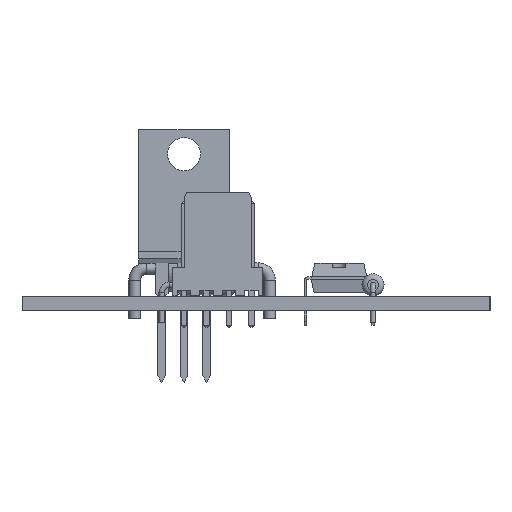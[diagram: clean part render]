
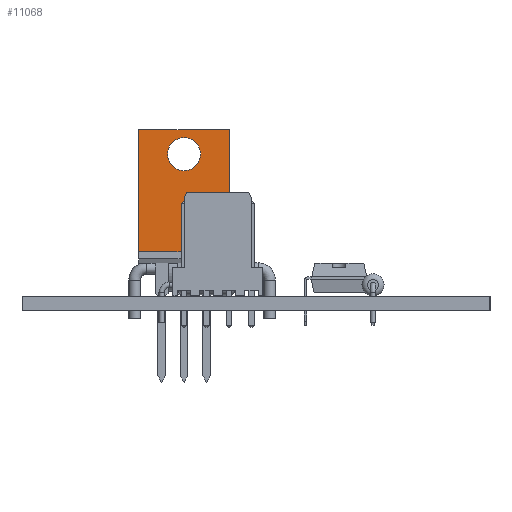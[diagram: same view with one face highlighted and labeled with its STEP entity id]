
A CAD part, left-side view. The second image highlights one B-rep face of the part: STEP entity #11068.
In plain terms, the highlighted face is planar.
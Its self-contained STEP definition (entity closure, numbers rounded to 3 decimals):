
#8548 = PLANE('',#8549);
#8549 = AXIS2_PLACEMENT_3D('',#8550,#8551,#8552);
#8550 = CARTESIAN_POINT('',(7.655,3.16,5.));
#8551 = DIRECTION('',(1.,0.,0.));
#8552 = DIRECTION('',(0.,-1.,0.));
#8604 = PLANE('',#8605);
#8605 = AXIS2_PLACEMENT_3D('',#8606,#8607,#8608);
#8606 = CARTESIAN_POINT('',(-2.575,1.89,5.));
#8607 = DIRECTION('',(-1.,0.,0.));
#8608 = DIRECTION('',(0.,1.,0.));
#8681 = PLANE('',#8682);
#8682 = AXIS2_PLACEMENT_3D('',#8683,#8684,#8685);
#8683 = CARTESIAN_POINT('',(-2.575,3.16,5.));
#8684 = DIRECTION('',(0.,0.,1.));
#8685 = DIRECTION('',(1.,0.,0.));
#9738 = VERTEX_POINT('',#9739);
#9739 = CARTESIAN_POINT('',(-2.575,3.16,18.775));
#9753 = PLANE('',#9754);
#9754 = AXIS2_PLACEMENT_3D('',#9755,#9756,#9757);
#9755 = CARTESIAN_POINT('',(-2.575,3.16,18.775));
#9756 = DIRECTION('',(0.,0.,1.));
#9757 = DIRECTION('',(1.,0.,0.));
#9765 = EDGE_CURVE('',#9766,#9738,#9768,.T.);
#9766 = VERTEX_POINT('',#9767);
#9767 = CARTESIAN_POINT('',(-2.575,3.16,5.));
#9768 = SURFACE_CURVE('',#9769,(#9773,#9780),.PCURVE_S1.);
#9769 = LINE('',#9770,#9771);
#9770 = CARTESIAN_POINT('',(-2.575,3.16,5.));
#9771 = VECTOR('',#9772,1.);
#9772 = DIRECTION('',(0.,0.,1.));
#9773 = PCURVE('',#8604,#9774);
#9774 = DEFINITIONAL_REPRESENTATION('',(#9775),#9779);
#9775 = LINE('',#9776,#9777);
#9776 = CARTESIAN_POINT('',(1.27,0.));
#9777 = VECTOR('',#9778,1.);
#9778 = DIRECTION('',(0.,-1.));
#9779 = ( GEOMETRIC_REPRESENTATION_CONTEXT(2) 
PARAMETRIC_REPRESENTATION_CONTEXT() REPRESENTATION_CONTEXT('2D SPACE',''
  ) );
#9780 = PCURVE('',#9781,#9786);
#9781 = PLANE('',#9782);
#9782 = AXIS2_PLACEMENT_3D('',#9783,#9784,#9785);
#9783 = CARTESIAN_POINT('',(-2.575,3.16,5.));
#9784 = DIRECTION('',(0.,1.,0.));
#9785 = DIRECTION('',(1.,0.,0.));
#9786 = DEFINITIONAL_REPRESENTATION('',(#9787),#9791);
#9787 = LINE('',#9788,#9789);
#9788 = CARTESIAN_POINT('',(0.,0.));
#9789 = VECTOR('',#9790,1.);
#9790 = DIRECTION('',(0.,-1.));
#9791 = ( GEOMETRIC_REPRESENTATION_CONTEXT(2) 
PARAMETRIC_REPRESENTATION_CONTEXT() REPRESENTATION_CONTEXT('2D SPACE',''
  ) );
#9883 = CYLINDRICAL_SURFACE('',#9884,1.868);
#9884 = AXIS2_PLACEMENT_3D('',#9885,#9886,#9887);
#9885 = CARTESIAN_POINT('',(2.54,1.89,16.005));
#9886 = DIRECTION('',(0.,-1.,0.));
#9887 = DIRECTION('',(1.,0.,0.));
#9899 = VERTEX_POINT('',#9900);
#9900 = CARTESIAN_POINT('',(7.655,3.16,5.));
#9921 = EDGE_CURVE('',#9899,#9922,#9924,.T.);
#9922 = VERTEX_POINT('',#9923);
#9923 = CARTESIAN_POINT('',(7.655,3.16,18.775));
#9924 = SURFACE_CURVE('',#9925,(#9929,#9936),.PCURVE_S1.);
#9925 = LINE('',#9926,#9927);
#9926 = CARTESIAN_POINT('',(7.655,3.16,5.));
#9927 = VECTOR('',#9928,1.);
#9928 = DIRECTION('',(0.,0.,1.));
#9929 = PCURVE('',#8548,#9930);
#9930 = DEFINITIONAL_REPRESENTATION('',(#9931),#9935);
#9931 = LINE('',#9932,#9933);
#9932 = CARTESIAN_POINT('',(0.,0.));
#9933 = VECTOR('',#9934,1.);
#9934 = DIRECTION('',(0.,-1.));
#9935 = ( GEOMETRIC_REPRESENTATION_CONTEXT(2) 
PARAMETRIC_REPRESENTATION_CONTEXT() REPRESENTATION_CONTEXT('2D SPACE',''
  ) );
#9936 = PCURVE('',#9781,#9937);
#9937 = DEFINITIONAL_REPRESENTATION('',(#9938),#9942);
#9938 = LINE('',#9939,#9940);
#9939 = CARTESIAN_POINT('',(10.23,0.));
#9940 = VECTOR('',#9941,1.);
#9941 = DIRECTION('',(0.,-1.));
#9942 = ( GEOMETRIC_REPRESENTATION_CONTEXT(2) 
PARAMETRIC_REPRESENTATION_CONTEXT() REPRESENTATION_CONTEXT('2D SPACE',''
  ) );
#9971 = EDGE_CURVE('',#9766,#9899,#9972,.T.);
#9972 = SURFACE_CURVE('',#9973,(#9977,#9984),.PCURVE_S1.);
#9973 = LINE('',#9974,#9975);
#9974 = CARTESIAN_POINT('',(-2.575,3.16,5.));
#9975 = VECTOR('',#9976,1.);
#9976 = DIRECTION('',(1.,0.,0.));
#9977 = PCURVE('',#8681,#9978);
#9978 = DEFINITIONAL_REPRESENTATION('',(#9979),#9983);
#9979 = LINE('',#9980,#9981);
#9980 = CARTESIAN_POINT('',(0.,0.));
#9981 = VECTOR('',#9982,1.);
#9982 = DIRECTION('',(1.,0.));
#9983 = ( GEOMETRIC_REPRESENTATION_CONTEXT(2) 
PARAMETRIC_REPRESENTATION_CONTEXT() REPRESENTATION_CONTEXT('2D SPACE',''
  ) );
#9984 = PCURVE('',#9781,#9985);
#9985 = DEFINITIONAL_REPRESENTATION('',(#9986),#9990);
#9986 = LINE('',#9987,#9988);
#9987 = CARTESIAN_POINT('',(0.,0.));
#9988 = VECTOR('',#9989,1.);
#9989 = DIRECTION('',(1.,0.));
#9990 = ( GEOMETRIC_REPRESENTATION_CONTEXT(2) 
PARAMETRIC_REPRESENTATION_CONTEXT() REPRESENTATION_CONTEXT('2D SPACE',''
  ) );
#11068 = ADVANCED_FACE('',(#11069,#11095),#9781,.T.);
#11069 = FACE_BOUND('',#11070,.T.);
#11070 = EDGE_LOOP('',(#11071,#11072,#11093,#11094));
#11071 = ORIENTED_EDGE('',*,*,#9765,.T.);
#11072 = ORIENTED_EDGE('',*,*,#11073,.T.);
#11073 = EDGE_CURVE('',#9738,#9922,#11074,.T.);
#11074 = SURFACE_CURVE('',#11075,(#11079,#11086),.PCURVE_S1.);
#11075 = LINE('',#11076,#11077);
#11076 = CARTESIAN_POINT('',(-2.575,3.16,18.775));
#11077 = VECTOR('',#11078,1.);
#11078 = DIRECTION('',(1.,0.,0.));
#11079 = PCURVE('',#9781,#11080);
#11080 = DEFINITIONAL_REPRESENTATION('',(#11081),#11085);
#11081 = LINE('',#11082,#11083);
#11082 = CARTESIAN_POINT('',(0.,-13.775));
#11083 = VECTOR('',#11084,1.);
#11084 = DIRECTION('',(1.,0.));
#11085 = ( GEOMETRIC_REPRESENTATION_CONTEXT(2) 
PARAMETRIC_REPRESENTATION_CONTEXT() REPRESENTATION_CONTEXT('2D SPACE',''
  ) );
#11086 = PCURVE('',#9753,#11087);
#11087 = DEFINITIONAL_REPRESENTATION('',(#11088),#11092);
#11088 = LINE('',#11089,#11090);
#11089 = CARTESIAN_POINT('',(0.,0.));
#11090 = VECTOR('',#11091,1.);
#11091 = DIRECTION('',(1.,0.));
#11092 = ( GEOMETRIC_REPRESENTATION_CONTEXT(2) 
PARAMETRIC_REPRESENTATION_CONTEXT() REPRESENTATION_CONTEXT('2D SPACE',''
  ) );
#11093 = ORIENTED_EDGE('',*,*,#9921,.F.);
#11094 = ORIENTED_EDGE('',*,*,#9971,.F.);
#11095 = FACE_BOUND('',#11096,.T.);
#11096 = EDGE_LOOP('',(#11097));
#11097 = ORIENTED_EDGE('',*,*,#11098,.T.);
#11098 = EDGE_CURVE('',#11099,#11099,#11101,.T.);
#11099 = VERTEX_POINT('',#11100);
#11100 = CARTESIAN_POINT('',(4.408,3.16,16.005));
#11101 = SURFACE_CURVE('',#11102,(#11107,#11118),.PCURVE_S1.);
#11102 = CIRCLE('',#11103,1.868);
#11103 = AXIS2_PLACEMENT_3D('',#11104,#11105,#11106);
#11104 = CARTESIAN_POINT('',(2.54,3.16,16.005));
#11105 = DIRECTION('',(0.,-1.,0.));
#11106 = DIRECTION('',(1.,0.,0.));
#11107 = PCURVE('',#9781,#11108);
#11108 = DEFINITIONAL_REPRESENTATION('',(#11109),#11117);
#11109 = ( BOUNDED_CURVE() B_SPLINE_CURVE(2,(#11110,#11111,#11112,#11113
    ,#11114,#11115,#11116),.UNSPECIFIED.,.T.,.F.) 
B_SPLINE_CURVE_WITH_KNOTS((1,2,2,2,2,1),(-2.094,0.,
    2.094,4.189,6.283,8.378),
.UNSPECIFIED.) CURVE() GEOMETRIC_REPRESENTATION_ITEM() 
RATIONAL_B_SPLINE_CURVE((1.,0.5,1.,0.5,1.,0.5,1.)) REPRESENTATION_ITEM(
  '') );
#11110 = CARTESIAN_POINT('',(6.983,-11.005));
#11111 = CARTESIAN_POINT('',(6.983,-14.24));
#11112 = CARTESIAN_POINT('',(4.181,-12.622));
#11113 = CARTESIAN_POINT('',(1.38,-11.005));
#11114 = CARTESIAN_POINT('',(4.181,-9.388));
#11115 = CARTESIAN_POINT('',(6.983,-7.77));
#11116 = CARTESIAN_POINT('',(6.983,-11.005));
#11117 = ( GEOMETRIC_REPRESENTATION_CONTEXT(2) 
PARAMETRIC_REPRESENTATION_CONTEXT() REPRESENTATION_CONTEXT('2D SPACE',''
  ) );
#11118 = PCURVE('',#9883,#11119);
#11119 = DEFINITIONAL_REPRESENTATION('',(#11120),#11124);
#11120 = LINE('',#11121,#11122);
#11121 = CARTESIAN_POINT('',(0.,-1.27));
#11122 = VECTOR('',#11123,1.);
#11123 = DIRECTION('',(1.,0.));
#11124 = ( GEOMETRIC_REPRESENTATION_CONTEXT(2) 
PARAMETRIC_REPRESENTATION_CONTEXT() REPRESENTATION_CONTEXT('2D SPACE',''
  ) );
